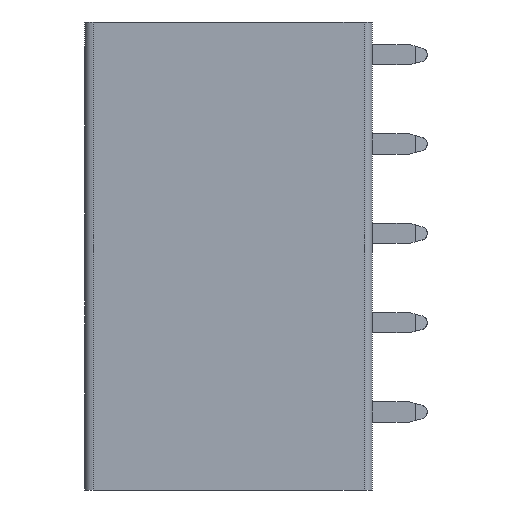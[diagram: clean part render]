
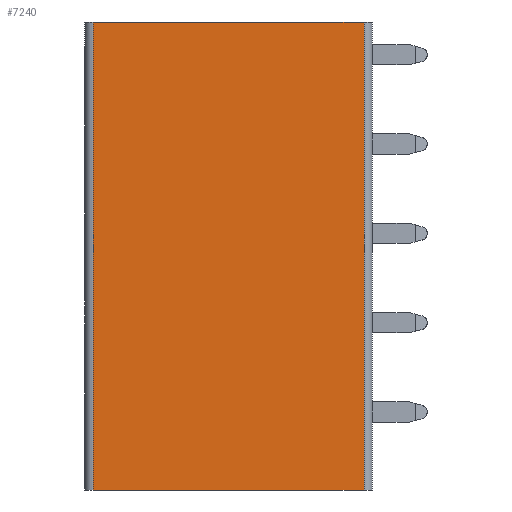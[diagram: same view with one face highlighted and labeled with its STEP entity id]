
A CAD part, front view. The second image highlights one B-rep face of the part: STEP entity #7240.
In plain terms, the highlighted planar face has unit normal (0, -1, 0).
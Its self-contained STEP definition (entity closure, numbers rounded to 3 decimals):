
#27=DIRECTION('',(1.,0.,0.));
#28=VECTOR('',#27,22.75);
#29=CARTESIAN_POINT('',(-11.375,-9.25,-3.75));
#30=LINE('',#29,#28);
#1605=DIRECTION('',(0.,0.,-1.));
#1606=VECTOR('',#1605,39.3);
#1607=CARTESIAN_POINT('',(11.375,-9.25,35.55));
#1608=LINE('',#1607,#1606);
#1609=DIRECTION('',(0.,0.,-1.));
#1610=VECTOR('',#1609,39.3);
#1611=CARTESIAN_POINT('',(-11.375,-9.25,35.55));
#1612=LINE('',#1611,#1610);
#1764=DIRECTION('',(1.,0.,0.));
#1765=VECTOR('',#1764,22.75);
#1766=CARTESIAN_POINT('',(-11.375,-9.25,35.55));
#1767=LINE('',#1766,#1765);
#4248=CARTESIAN_POINT('',(11.375,-9.25,-3.75));
#4250=VERTEX_POINT('',#4248);
#4251=CARTESIAN_POINT('',(11.375,-9.25,35.55));
#4252=VERTEX_POINT('',#4251);
#4255=CARTESIAN_POINT('',(-11.375,-9.25,-3.75));
#4257=VERTEX_POINT('',#4255);
#4261=CARTESIAN_POINT('',(-11.375,-9.25,35.55));
#4262=VERTEX_POINT('',#4261);
#7227=CARTESIAN_POINT('',(-12.075,-9.25,-3.75));
#7228=DIRECTION('',(0.,-1.,0.));
#7229=DIRECTION('',(1.,0.,0.));
#7230=AXIS2_PLACEMENT_3D('',#7227,#7228,#7229);
#7231=PLANE('',#7230);
#7232=ORIENTED_EDGE('',*,*,#7219,.T.);
#7233=ORIENTED_EDGE('',*,*,#5198,.F.);
#7235=ORIENTED_EDGE('',*,*,#7234,.F.);
#7237=ORIENTED_EDGE('',*,*,#7236,.T.);
#7238=EDGE_LOOP('',(#7232,#7233,#7235,#7237));
#7239=FACE_OUTER_BOUND('',#7238,.F.);
#5198=EDGE_CURVE('',#4257,#4250,#30,.T.);
#7219=EDGE_CURVE('',#4252,#4250,#1608,.T.);
#7234=EDGE_CURVE('',#4262,#4257,#1612,.T.);
#7236=EDGE_CURVE('',#4262,#4252,#1767,.T.);
#7240=ADVANCED_FACE('',(#7239),#7231,.T.);
